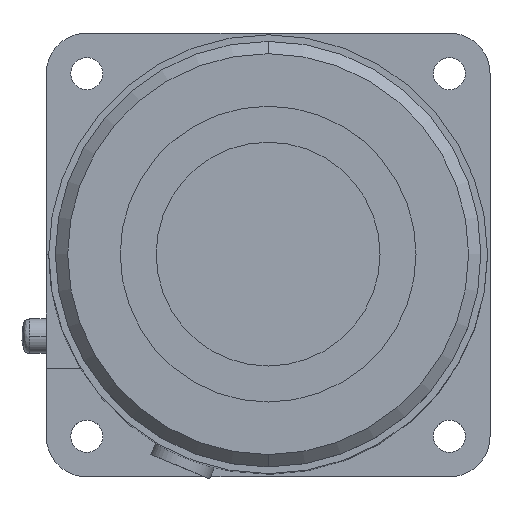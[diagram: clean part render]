
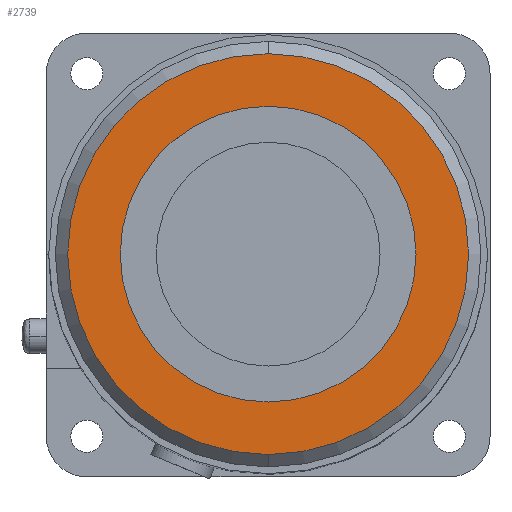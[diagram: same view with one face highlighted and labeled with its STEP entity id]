
A CAD part, top view. The second image highlights one B-rep face of the part: STEP entity #2739.
In plain terms, the highlighted planar face has unit normal (0, 0, 1).
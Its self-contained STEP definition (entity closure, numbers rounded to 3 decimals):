
#85 = VERTEX_POINT ( 'NONE', #3181 ) ;
#119 = CARTESIAN_POINT ( 'NONE',  ( 0., 40.65, 105. ) ) ;
#236 = AXIS2_PLACEMENT_3D ( 'NONE', #509, #488, #474 ) ;
#311 = AXIS2_PLACEMENT_3D ( 'NONE', #566, #546, #528 ) ;
#325 = DIRECTION ( 'NONE',  ( 0., 1., 0. ) ) ;
#345 = DIRECTION ( 'NONE',  ( 0., 0., -1. ) ) ;
#356 = CARTESIAN_POINT ( 'NONE',  ( 0., 0., 105. ) ) ;
#373 = EDGE_CURVE ( 'NONE', #85, #2788, #2190, .T. ) ;
#388 = CARTESIAN_POINT ( 'NONE',  ( -30., 0., 105. ) ) ;
#416 = EDGE_CURVE ( 'NONE', #2788, #85, #1692, .T. ) ;
#474 = DIRECTION ( 'NONE',  ( 1., 0., 0. ) ) ;
#488 = DIRECTION ( 'NONE',  ( 0., 0., -1. ) ) ;
#507 = FACE_OUTER_BOUND ( 'NONE', #2087, .T. ) ;
#509 = CARTESIAN_POINT ( 'NONE',  ( 0., 0., 105. ) ) ;
#528 = DIRECTION ( 'NONE',  ( 1., 0., 0. ) ) ;
#546 = DIRECTION ( 'NONE',  ( 0., 0., 1. ) ) ;
#566 = CARTESIAN_POINT ( 'NONE',  ( 0., 40.65, 105. ) ) ;
#585 = AXIS2_PLACEMENT_3D ( 'NONE', #919, #897, #879 ) ;
#601 = PLANE ( 'NONE',  #311 ) ;
#744 = FACE_BOUND ( 'NONE', #3118, .T. ) ;
#879 = DIRECTION ( 'NONE',  ( 0., 1., 0. ) ) ;
#897 = DIRECTION ( 'NONE',  ( 0., 0., -1. ) ) ;
#919 = CARTESIAN_POINT ( 'NONE',  ( 0., 0., 105. ) ) ;
#994 = VERTEX_POINT ( 'NONE', #388 ) ;
#1343 = DIRECTION ( 'NONE',  ( 1., 0., 0. ) ) ;
#1360 = DIRECTION ( 'NONE',  ( 0., 0., -1. ) ) ;
#1460 = CIRCLE ( 'NONE', #236, 30. ) ;
#1574 = CARTESIAN_POINT ( 'NONE',  ( 0., 0., 105. ) ) ;
#1692 = CIRCLE ( 'NONE', #2614, 40.65 ) ;
#2050 = ORIENTED_EDGE ( 'NONE', *, *, #373, .F. ) ;
#2087 = EDGE_LOOP ( 'NONE', ( #2557, #2050 ) ) ;
#2190 = CIRCLE ( 'NONE', #585, 40.65 ) ;
#2468 = EDGE_CURVE ( 'NONE', #2897, #994, #2484, .T. ) ;
#2484 = CIRCLE ( 'NONE', #3025, 30. ) ;
#2512 = CARTESIAN_POINT ( 'NONE',  ( 30., 0., 105. ) ) ;
#2557 = ORIENTED_EDGE ( 'NONE', *, *, #416, .F. ) ;
#2567 = ORIENTED_EDGE ( 'NONE', *, *, #2751, .T. ) ;
#2614 = AXIS2_PLACEMENT_3D ( 'NONE', #356, #345, #325 ) ;
#2739 = ADVANCED_FACE ( 'NONE', ( #507, #744 ), #601, .T. ) ;
#2751 = EDGE_CURVE ( 'NONE', #994, #2897, #1460, .T. ) ;
#2788 = VERTEX_POINT ( 'NONE', #119 ) ;
#2825 = ORIENTED_EDGE ( 'NONE', *, *, #2468, .T. ) ;
#2897 = VERTEX_POINT ( 'NONE', #2512 ) ;
#3025 = AXIS2_PLACEMENT_3D ( 'NONE', #1574, #1360, #1343 ) ;
#3118 = EDGE_LOOP ( 'NONE', ( #2825, #2567 ) ) ;
#3181 = CARTESIAN_POINT ( 'NONE',  ( 0., -40.65, 105. ) ) ;
